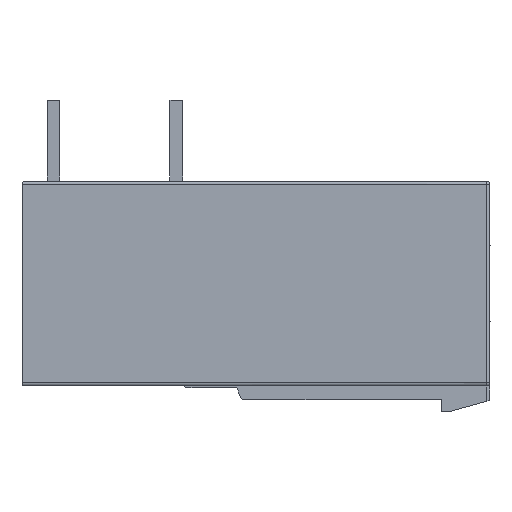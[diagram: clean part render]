
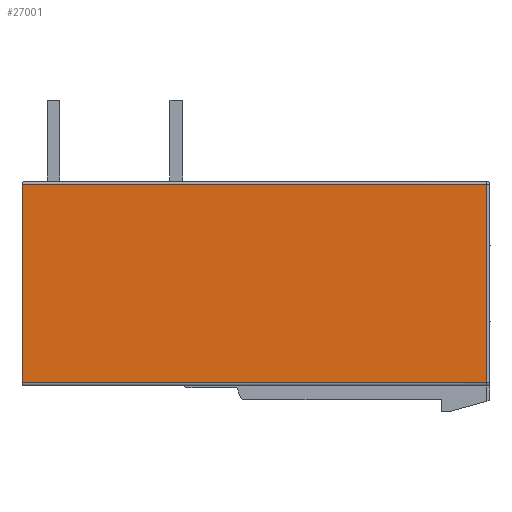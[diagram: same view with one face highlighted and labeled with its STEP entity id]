
A CAD part, front view. The second image highlights one B-rep face of the part: STEP entity #27001.
In plain terms, the highlighted planar face has unit normal (0, -1, 0).
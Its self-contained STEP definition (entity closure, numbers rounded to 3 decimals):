
#9326=DIRECTION('',(1.,0.,0.));
#9327=VECTOR('',#9326,28.8);
#9328=CARTESIAN_POINT('',(-11.15,-7.62,6.756));
#9329=LINE('',#9328,#9327);
#9330=DIRECTION('',(0.,0.,-1.));
#9331=VECTOR('',#9330,12.3);
#9332=CARTESIAN_POINT('',(17.65,-7.62,6.756));
#9333=LINE('',#9332,#9331);
#9334=DIRECTION('',(1.,0.,0.));
#9335=VECTOR('',#9334,28.8);
#9336=CARTESIAN_POINT('',(-11.15,-7.62,-5.544));
#9337=LINE('',#9336,#9335);
#9516=DIRECTION('',(0.,0.,1.));
#9517=VECTOR('',#9516,12.3);
#9518=CARTESIAN_POINT('',(-11.15,-7.62,-5.544));
#9519=LINE('',#9518,#9517);
#13973=CARTESIAN_POINT('',(-11.15,-7.62,-5.544));
#13974=VERTEX_POINT('',#13973);
#13981=CARTESIAN_POINT('',(-11.15,-7.62,6.756));
#13982=CARTESIAN_POINT('',(17.65,-7.62,6.756));
#13983=VERTEX_POINT('',#13981);
#13984=VERTEX_POINT('',#13982);
#13985=CARTESIAN_POINT('',(17.65,-7.62,-5.544));
#13986=VERTEX_POINT('',#13985);
#26988=CARTESIAN_POINT('',(17.85,-7.62,-5.744));
#26989=DIRECTION('',(0.,1.,0.));
#26990=DIRECTION('',(0.,0.,1.));
#26991=AXIS2_PLACEMENT_3D('',#26988,#26989,#26990);
#26992=PLANE('',#26991);
#26993=ORIENTED_EDGE('',*,*,#26956,.T.);
#26994=ORIENTED_EDGE('',*,*,#26979,.T.);
#26996=ORIENTED_EDGE('',*,*,#26995,.F.);
#26998=ORIENTED_EDGE('',*,*,#26997,.T.);
#26999=EDGE_LOOP('',(#26993,#26994,#26996,#26998));
#27000=FACE_OUTER_BOUND('',#26999,.F.);
#27001=ADVANCED_FACE('',(#27000),#26992,.F.);
#26956=EDGE_CURVE('',#13983,#13984,#9329,.T.);
#26979=EDGE_CURVE('',#13984,#13986,#9333,.T.);
#26995=EDGE_CURVE('',#13974,#13986,#9337,.T.);
#26997=EDGE_CURVE('',#13974,#13983,#9519,.T.);
